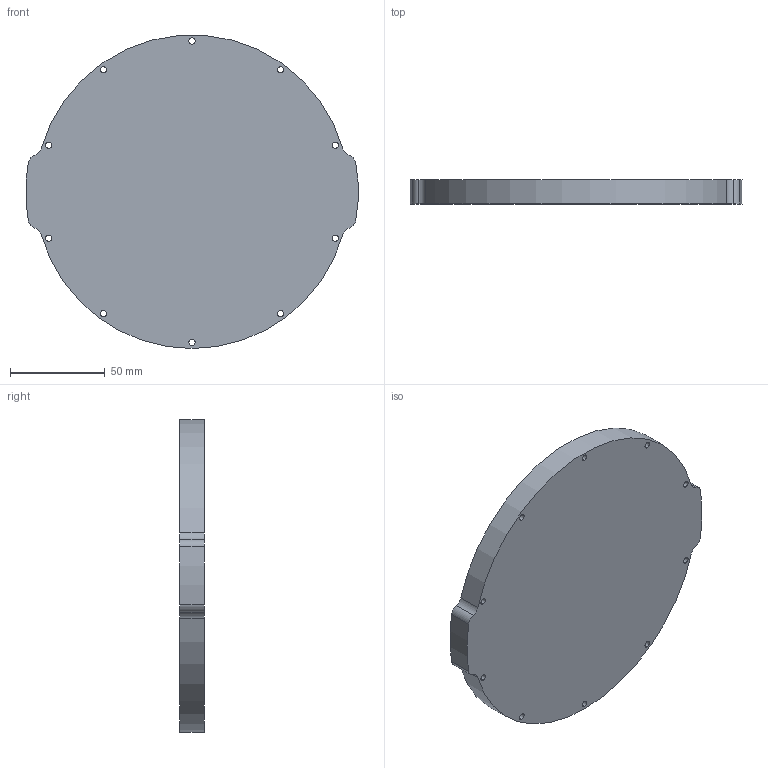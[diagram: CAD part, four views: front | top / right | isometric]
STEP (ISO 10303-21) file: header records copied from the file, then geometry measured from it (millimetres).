
FILE_DESCRIPTION (( 'STEP AP214' ), '1' );
FILE_NAME ('WTE6-P-END-CAP-R1.STEP', '2018-10-16T22:59:11', ( '' ), ( '' ), 'SwSTEP 2.0', 'SolidWorks 2016', '' );
FILE_SCHEMA (( 'AUTOMOTIVE_DESIGN' ));
Length unit declared in the file: millimetre
Products named in the file (1): WTE6-P-END-CAP-R1
Bounding box: 174.8 x 12.7 x 164.79 mm (x, y, z)
Volume: 275671.5 mm3; surface area: 51466 mm2
Topology: 1 solids, 1 shells, 35 faces, 99 edges, 66 vertices
Faces by surface type: cylinder 33, plane 2
Entity records: 1253 total; most frequent: DIRECTION 237, CARTESIAN_POINT 201, ORIENTED_EDGE 198, AXIS2_PLACEMENT_3D 102, EDGE_CURVE 99, VERTEX_POINT 66, CIRCLE 66, EDGE_LOOP 55
